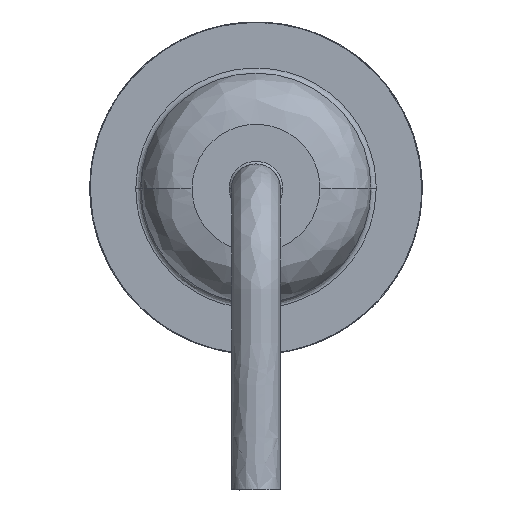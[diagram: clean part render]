
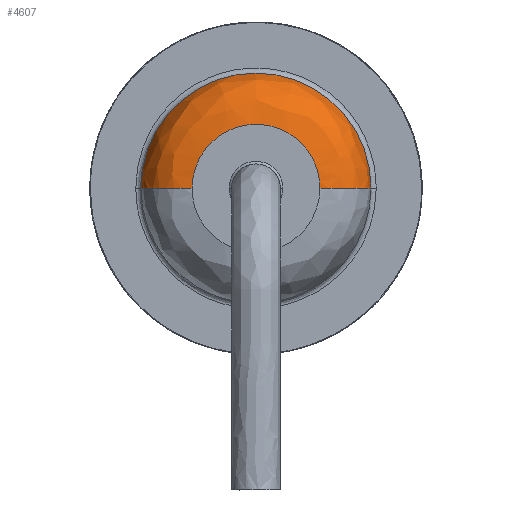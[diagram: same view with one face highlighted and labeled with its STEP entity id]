
A CAD part, left-side view. The second image highlights one B-rep face of the part: STEP entity #4607.
In plain terms, the highlighted free-form (B-spline) face has degree [3, 3] with [4, 4] control points.
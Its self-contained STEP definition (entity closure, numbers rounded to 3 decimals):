
#46 = CIRCLE ( 'NONE', #6510, 1. ) ;
#87 = CARTESIAN_POINT ( 'NONE',  ( 1.25, 0., 2. ) ) ;
#323 = CARTESIAN_POINT ( 'NONE',  ( 1.25, 0., 1. ) ) ;
#494 = FACE_OUTER_BOUND ( 'NONE', #798, .T. ) ;
#772 = ORIENTED_EDGE ( 'NONE', *, *, #5014, .T. ) ;
#798 = EDGE_LOOP ( 'NONE', ( #5530, #772, #10359, #3266 ) ) ;
#906 = CARTESIAN_POINT ( 'NONE',  ( -1.25, 0., 2. ) ) ;
#1054 = DIRECTION ( 'NONE',  ( 0., 0., 1. ) ) ;
#1095 = VERTEX_POINT ( 'NONE', #4032 ) ;
#1728 = CARTESIAN_POINT ( 'NONE',  ( -2.25, 4.5, 1. ) ) ;
#2016 = DIRECTION ( 'NONE',  ( 0., 1., 0. ) ) ;
#2489 = DIRECTION ( 'NONE',  ( -1., 0., 0. ) ) ;
#2602 = CARTESIAN_POINT ( 'NONE',  ( -1.25, 0., 1. ) ) ;
#2631 = CARTESIAN_POINT ( 'NONE',  ( 1.836, 0., 2. ) ) ;
#2693 = CARTESIAN_POINT ( 'NONE',  ( 2.25, 0., 1. ) ) ;
#2721 = DIRECTION ( 'NONE',  ( 1., 0., 0. ) ) ;
#2734 = CARTESIAN_POINT ( 'NONE',  ( 1.25, 0., 2. ) ) ;
#2759 = VERTEX_POINT ( 'NONE', #2693 ) ;
#3266 = ORIENTED_EDGE ( 'NONE', *, *, #6316, .T. ) ;
#3378 = CARTESIAN_POINT ( 'NONE',  ( -1.836, 0., 2. ) ) ;
#3442 = CARTESIAN_POINT ( 'NONE',  ( 2.25, 4.5, 1. ) ) ;
#4032 = CARTESIAN_POINT ( 'NONE',  ( -2.25, 0., 1. ) ) ;
#4370 = CARTESIAN_POINT ( 'NONE',  ( -2.25, 0., 1.586 ) ) ;
#4490 = CIRCLE ( 'NONE', #10962, 1. ) ;
#4607 = ADVANCED_FACE ( 'NONE', ( #494 ), #7557, .T. ) ;
#5014 = EDGE_CURVE ( 'NONE', #6024, #7228, #10267, .T. ) ;
#5350 = CARTESIAN_POINT ( 'NONE',  ( -1.25, 2.5, 2. ) ) ;
#5530 = ORIENTED_EDGE ( 'NONE', *, *, #6260, .F. ) ;
#6024 = VERTEX_POINT ( 'NONE', #9157 ) ;
#6179 = CARTESIAN_POINT ( 'NONE',  ( 2.25, 0., 1.586 ) ) ;
#6260 = EDGE_CURVE ( 'NONE', #6024, #1095, #46, .T. ) ;
#6316 = EDGE_CURVE ( 'NONE', #2759, #1095, #8024, .T. ) ;
#6510 = AXIS2_PLACEMENT_3D ( 'NONE', #2602, #10602, #2489 ) ;
#6838 = CARTESIAN_POINT ( 'NONE',  ( 1.25, 0., 2. ) ) ;
#6924 = CARTESIAN_POINT ( 'NONE',  ( 2.25, 4.5, 1.586 ) ) ;
#6936 = EDGE_CURVE ( 'NONE', #7228, #2759, #4490, .T. ) ;
#7093 = AXIS2_PLACEMENT_3D ( 'NONE', #7198, #1054, #2721 ) ;
#7198 = CARTESIAN_POINT ( 'NONE',  ( 0., 0., 1. ) ) ;
#7228 = VERTEX_POINT ( 'NONE', #6838 ) ;
#7256 = CARTESIAN_POINT ( 'NONE',  ( 1.25, 2.5, 2. ) ) ;
#7557 =( BOUNDED_SURFACE ( )  B_SPLINE_SURFACE ( 3, 3, ( 
 ( #87, #8854, #5350, #906 ),
 ( #2631, #9770, #7809, #3378 ),
 ( #6179, #6924, #8902, #4370 ),
 ( #9590, #3442, #1728, #11384 ) ),
 .UNSPECIFIED., .F., .F., .F. ) 
 B_SPLINE_SURFACE_WITH_KNOTS ( ( 4, 4 ),
 ( 4, 4 ),
 ( 0., 1. ),
 ( 0., 1. ),
 .UNSPECIFIED. ) 
 GEOMETRIC_REPRESENTATION_ITEM ( )  RATIONAL_B_SPLINE_SURFACE ( (
 ( 1., 0.333, 0.333, 1.),
 ( 0.805, 0.268, 0.268, 0.805),
 ( 0.805, 0.268, 0.268, 0.805),
 ( 1., 0.333, 0.333, 1.) ) ) 
 REPRESENTATION_ITEM ( '' )  SURFACE ( )  );
#7809 = CARTESIAN_POINT ( 'NONE',  ( -1.836, 3.672, 2. ) ) ;
#8024 = CIRCLE ( 'NONE', #7093, 2.25 ) ;
#8854 = CARTESIAN_POINT ( 'NONE',  ( 1.25, 2.5, 2. ) ) ;
#8902 = CARTESIAN_POINT ( 'NONE',  ( -2.25, 4.5, 1.586 ) ) ;
#8942 = CARTESIAN_POINT ( 'NONE',  ( -1.25, 0., 2. ) ) ;
#9157 = CARTESIAN_POINT ( 'NONE',  ( -1.25, 0., 2. ) ) ;
#9590 = CARTESIAN_POINT ( 'NONE',  ( 2.25, 0., 1. ) ) ;
#9770 = CARTESIAN_POINT ( 'NONE',  ( 1.836, 3.672, 2. ) ) ;
#10267 =( BOUNDED_CURVE ( )  B_SPLINE_CURVE ( 3, ( #8942, #10678, #7256, #2734 ),
 .UNSPECIFIED., .F., .F. ) 
 B_SPLINE_CURVE_WITH_KNOTS ( ( 4, 4 ),
 ( 0.5, 1. ),
 .UNSPECIFIED. ) 
 CURVE ( )  GEOMETRIC_REPRESENTATION_ITEM ( )  RATIONAL_B_SPLINE_CURVE ( ( 1., 0.333, 0.333, 1. ) ) 
 REPRESENTATION_ITEM ( '' )  );
#10359 = ORIENTED_EDGE ( 'NONE', *, *, #6936, .T. ) ;
#10602 = DIRECTION ( 'NONE',  ( 0., -1., 0. ) ) ;
#10678 = CARTESIAN_POINT ( 'NONE',  ( -1.25, 2.5, 2. ) ) ;
#10811 = DIRECTION ( 'NONE',  ( 1., 0., 0. ) ) ;
#10962 = AXIS2_PLACEMENT_3D ( 'NONE', #323, #2016, #10811 ) ;
#11384 = CARTESIAN_POINT ( 'NONE',  ( -2.25, 0., 1. ) ) ;
